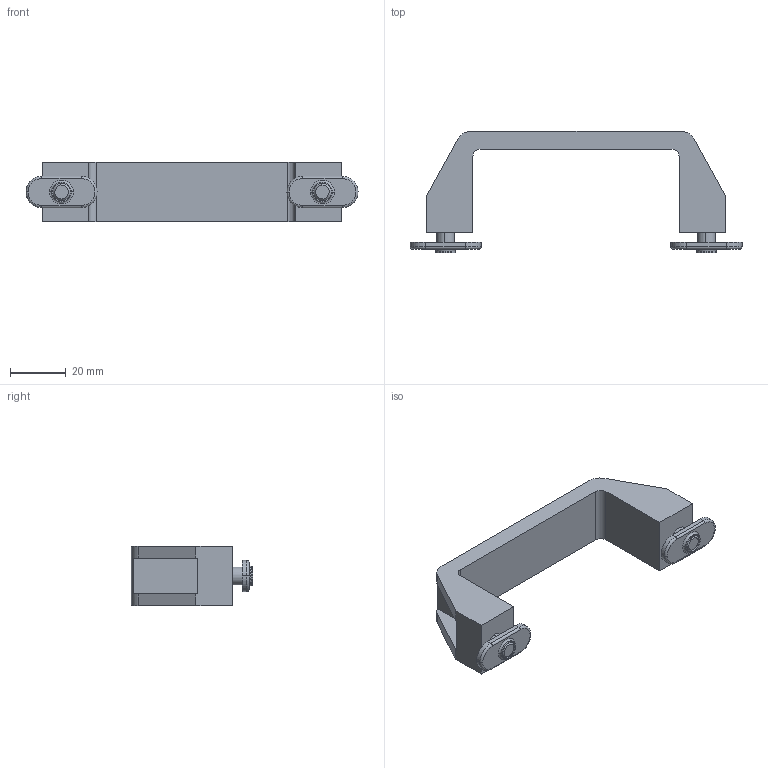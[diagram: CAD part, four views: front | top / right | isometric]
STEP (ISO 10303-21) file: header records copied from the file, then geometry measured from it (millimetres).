
FILE_DESCRIPTION (( 'STEP AP203' ), '1' );
FILE_NAME ('655060.SLDASM.step', '2003-10-13T11:34:14', ( 'Jerry Winters' ), ( 'GoEngineer' ), 'SwSTEP 2.0', 'SolidWorks 2003174', '' );
FILE_SCHEMA (( 'CONFIG_CONTROL_DESIGN' ));
Length unit declared in the file: inch
Products named in the file (6): 655060.SLDASM; 651234; 651022; Socket Head Cap Screw_AI_HX-SHCS 0.25-20x0.5x0.5-C; 651163; plastic door handles_655060
Assembly tree (6 placements, depth 4):
  655060.SLDASM
    651234  x2
      651163
      651022
        Socket Head Cap Screw_AI_HX-SHCS 0.25-20x0.5x0.5-C
    plastic door handles_655060
Bounding box: 118.62 x 43.31 x 21.21 mm (x, y, z)
Volume: 25577.8 mm3; surface area: 13641.8 mm2
Topology: 5 solids, 5 shells, 128 faces, 294 edges, 180 vertices
Faces by surface type: plane 64, cylinder 38, torus 14, cone 12
Entity records: 3049 total; most frequent: DIRECTION 455, CARTESIAN_POINT 408, ORIENTED_EDGE 386, EDGE_CURVE 193, AXIS2_PLACEMENT_3D 169, VERTEX_POINT 122, VECTOR 117, LINE 117
